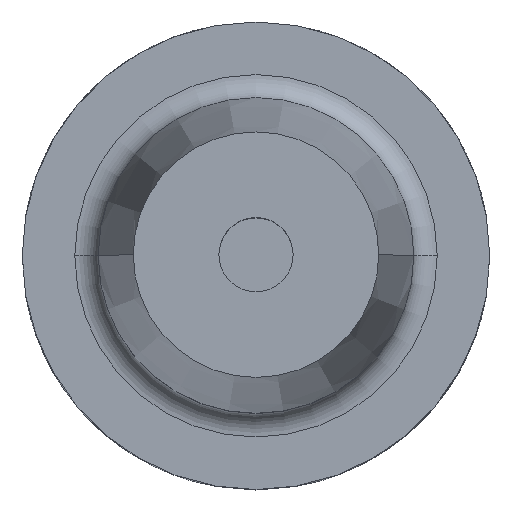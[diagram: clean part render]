
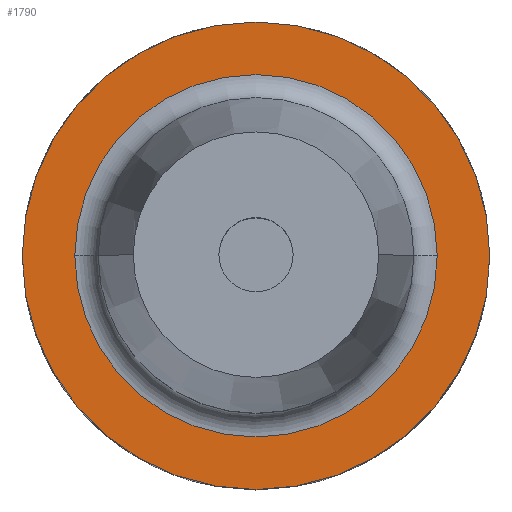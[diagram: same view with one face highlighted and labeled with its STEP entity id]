
A CAD part, top view. The second image highlights one B-rep face of the part: STEP entity #1790.
In plain terms, the highlighted planar face has unit normal (0, 0, 1).
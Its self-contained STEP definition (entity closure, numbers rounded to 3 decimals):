
#55 = CARTESIAN_POINT ( 'NONE',  ( -15.5, 0., 20. ) ) ;
#311 = CIRCLE ( 'NONE', #320, 20. ) ;
#320 = AXIS2_PLACEMENT_3D ( 'NONE', #2140, #4565, #2492 ) ;
#342 = DIRECTION ( 'NONE',  ( -1., 0., 0. ) ) ;
#618 = VERTEX_POINT ( 'NONE', #3471 ) ;
#647 = CARTESIAN_POINT ( 'NONE',  ( 0., 0., 20. ) ) ;
#720 = FACE_OUTER_BOUND ( 'NONE', #2929, .T. ) ;
#997 = DIRECTION ( 'NONE',  ( -1., 0., 0. ) ) ;
#1122 = AXIS2_PLACEMENT_3D ( 'NONE', #1558, #4011, #1927 ) ;
#1558 = CARTESIAN_POINT ( 'NONE',  ( 0., 0., 20. ) ) ;
#1625 = AXIS2_PLACEMENT_3D ( 'NONE', #4552, #2482, #342 ) ;
#1636 = DIRECTION ( 'NONE',  ( 0., 0., 1. ) ) ;
#1790 = ADVANCED_FACE ( 'NONE', ( #3626, #720 ), #4148, .F. ) ;
#1927 = DIRECTION ( 'NONE',  ( -1., 0., 0. ) ) ;
#1943 = CIRCLE ( 'NONE', #1122, 15.5 ) ;
#1966 = CARTESIAN_POINT ( 'NONE',  ( 20., 0., 20. ) ) ;
#1987 = EDGE_CURVE ( 'NONE', #4506, #618, #3093, .T. ) ;
#2140 = CARTESIAN_POINT ( 'NONE',  ( 0., 0., 20. ) ) ;
#2438 = AXIS2_PLACEMENT_3D ( 'NONE', #647, #3117, #997 ) ;
#2482 = DIRECTION ( 'NONE',  ( 0., 0., -1. ) ) ;
#2492 = DIRECTION ( 'NONE',  ( 1., 0., 0. ) ) ;
#2550 = CIRCLE ( 'NONE', #2787, 20. ) ;
#2613 = EDGE_LOOP ( 'NONE', ( #4365, #2643 ) ) ;
#2643 = ORIENTED_EDGE ( 'NONE', *, *, #3673, .T. ) ;
#2787 = AXIS2_PLACEMENT_3D ( 'NONE', #3725, #1636, #4087 ) ;
#2846 = VERTEX_POINT ( 'NONE', #1966 ) ;
#2929 = EDGE_LOOP ( 'NONE', ( #3541, #4162 ) ) ;
#3093 = CIRCLE ( 'NONE', #1625, 15.5 ) ;
#3117 = DIRECTION ( 'NONE',  ( 0., 0., -1. ) ) ;
#3353 = VERTEX_POINT ( 'NONE', #4244 ) ;
#3471 = CARTESIAN_POINT ( 'NONE',  ( 15.5, 0., 20. ) ) ;
#3541 = ORIENTED_EDGE ( 'NONE', *, *, #3945, .T. ) ;
#3626 = FACE_BOUND ( 'NONE', #2613, .T. ) ;
#3673 = EDGE_CURVE ( 'NONE', #618, #4506, #1943, .T. ) ;
#3725 = CARTESIAN_POINT ( 'NONE',  ( 0., 0., 20. ) ) ;
#3945 = EDGE_CURVE ( 'NONE', #2846, #3353, #2550, .T. ) ;
#4011 = DIRECTION ( 'NONE',  ( 0., 0., -1. ) ) ;
#4087 = DIRECTION ( 'NONE',  ( 1., 0., 0. ) ) ;
#4148 = PLANE ( 'NONE',  #2438 ) ;
#4162 = ORIENTED_EDGE ( 'NONE', *, *, #4303, .T. ) ;
#4244 = CARTESIAN_POINT ( 'NONE',  ( -20., 0., 20. ) ) ;
#4303 = EDGE_CURVE ( 'NONE', #3353, #2846, #311, .T. ) ;
#4365 = ORIENTED_EDGE ( 'NONE', *, *, #1987, .T. ) ;
#4506 = VERTEX_POINT ( 'NONE', #55 ) ;
#4552 = CARTESIAN_POINT ( 'NONE',  ( 0., 0., 20. ) ) ;
#4565 = DIRECTION ( 'NONE',  ( 0., 0., 1. ) ) ;
